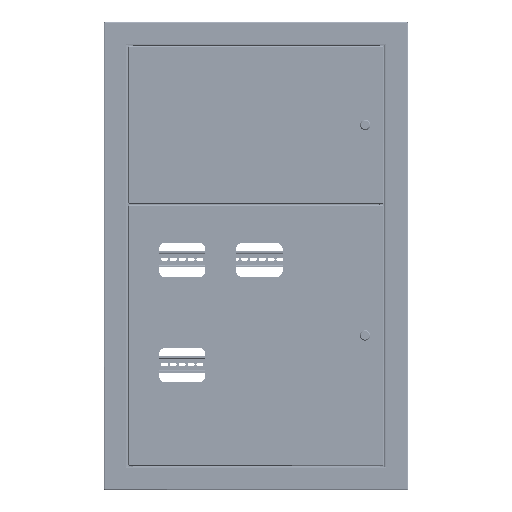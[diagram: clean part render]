
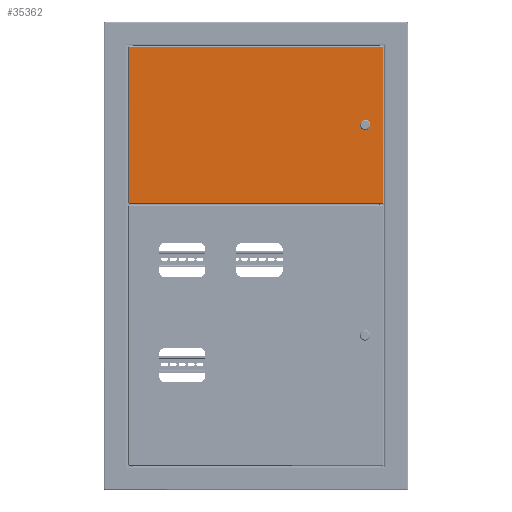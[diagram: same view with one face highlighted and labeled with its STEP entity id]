
A CAD part, top view. The second image highlights one B-rep face of the part: STEP entity #35362.
In plain terms, the highlighted planar face has unit normal (0, 0, 1).
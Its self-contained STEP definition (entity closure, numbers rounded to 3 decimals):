
#296 = LINE ( 'NONE', #23962, #60335 ) ;
#406 = VERTEX_POINT ( 'NONE', #73935 ) ;
#739 = EDGE_CURVE ( 'NONE', #12746, #32976, #23675, .T. ) ;
#867 = EDGE_CURVE ( 'NONE', #63266, #13195, #46368, .T. ) ;
#894 = AXIS2_PLACEMENT_3D ( 'NONE', #10352, #5429, #21640 ) ;
#2730 = DIRECTION ( 'NONE',  ( -1., 0., 0. ) ) ;
#3593 = DIRECTION ( 'NONE',  ( 0., 0., 1. ) ) ;
#4930 = DIRECTION ( 'NONE',  ( 1., 0., 0. ) ) ;
#5429 = DIRECTION ( 'NONE',  ( 0., 0., 1. ) ) ;
#7312 = DIRECTION ( 'NONE',  ( 0., -1., 0. ) ) ;
#8464 = ORIENTED_EDGE ( 'NONE', *, *, #18047, .F. ) ;
#8620 = EDGE_CURVE ( 'NONE', #32785, #63266, #26093, .T. ) ;
#8684 = CARTESIAN_POINT ( 'NONE',  ( 171.849, 48.5, 0. ) ) ;
#9118 = CARTESIAN_POINT ( 'NONE',  ( 0., 545.7, 0. ) ) ;
#9385 = CARTESIAN_POINT ( 'NONE',  ( 164.551, 48.5, 0. ) ) ;
#10352 = CARTESIAN_POINT ( 'NONE',  ( 168.2, 40., 0. ) ) ;
#11358 = EDGE_CURVE ( 'NONE', #406, #12746, #36568, .T. ) ;
#12492 = CARTESIAN_POINT ( 'NONE',  ( 1.7, 1.7, 0. ) ) ;
#12524 = ORIENTED_EDGE ( 'NONE', *, *, #867, .T. ) ;
#12746 = VERTEX_POINT ( 'NONE', #41116 ) ;
#13195 = VERTEX_POINT ( 'NONE', #12492 ) ;
#13568 = DIRECTION ( 'NONE',  ( 1., 0., 0. ) ) ;
#15419 = LINE ( 'NONE', #26295, #52071 ) ;
#15726 = ORIENTED_EDGE ( 'NONE', *, *, #65914, .T. ) ;
#16429 = AXIS2_PLACEMENT_3D ( 'NONE', #34192, #56773, #4930 ) ;
#16585 = CARTESIAN_POINT ( 'NONE',  ( 1.7, 544., 0. ) ) ;
#18047 = EDGE_CURVE ( 'NONE', #21011, #60550, #33197, .T. ) ;
#20765 = DIRECTION ( 'NONE',  ( 0., 0., -1. ) ) ;
#21011 = VERTEX_POINT ( 'NONE', #9385 ) ;
#21640 = DIRECTION ( 'NONE',  ( 1., 0., 0. ) ) ;
#22441 = ORIENTED_EDGE ( 'NONE', *, *, #8620, .T. ) ;
#23675 = CIRCLE ( 'NONE', #894, 9.25 ) ;
#23962 = CARTESIAN_POINT ( 'NONE',  ( 334.7, 0., 0. ) ) ;
#26093 = LINE ( 'NONE', #55419, #39304 ) ;
#26295 = CARTESIAN_POINT ( 'NONE',  ( 1.7, 1.7, 0. ) ) ;
#26475 = ORIENTED_EDGE ( 'NONE', *, *, #58384, .F. ) ;
#26556 = CARTESIAN_POINT ( 'NONE',  ( 171.849, 48.5, 0. ) ) ;
#26965 = AXIS2_PLACEMENT_3D ( 'NONE', #49785, #3593, #48660 ) ;
#27991 = ORIENTED_EDGE ( 'NONE', *, *, #739, .F. ) ;
#28563 = EDGE_CURVE ( 'NONE', #65222, #32785, #296, .T. ) ;
#31202 = DIRECTION ( 'NONE',  ( -1., 0., 0. ) ) ;
#32011 = AXIS2_PLACEMENT_3D ( 'NONE', #9118, #20765, #2730 ) ;
#32785 = VERTEX_POINT ( 'NONE', #46510 ) ;
#32976 = VERTEX_POINT ( 'NONE', #26556 ) ;
#33197 = CIRCLE ( 'NONE', #16429, 9.25 ) ;
#34192 = CARTESIAN_POINT ( 'NONE',  ( 168.2, 40., 0. ) ) ;
#35362 = ADVANCED_FACE ( 'NONE', ( #60595, #72621 ), #48546, .F. ) ;
#35851 = EDGE_CURVE ( 'NONE', #60550, #406, #59057, .T. ) ;
#36568 = CIRCLE ( 'NONE', #26965, 9.25 ) ;
#39304 = VECTOR ( 'NONE', #54310, 1000. ) ;
#41116 = CARTESIAN_POINT ( 'NONE',  ( 177.45, 40., 0. ) ) ;
#42986 = EDGE_LOOP ( 'NONE', ( #26475, #27991, #53825, #69408, #8464 ) ) ;
#44485 = VECTOR ( 'NONE', #31202, 1000. ) ;
#46368 = LINE ( 'NONE', #59169, #52544 ) ;
#46510 = CARTESIAN_POINT ( 'NONE',  ( 334.7, 544., 0. ) ) ;
#48546 = PLANE ( 'NONE',  #32011 ) ;
#48660 = DIRECTION ( 'NONE',  ( 1., 0., 0. ) ) ;
#49785 = CARTESIAN_POINT ( 'NONE',  ( 168.2, 40., 0. ) ) ;
#51792 = CARTESIAN_POINT ( 'NONE',  ( 334.7, 1.7, 0. ) ) ;
#52071 = VECTOR ( 'NONE', #71421, 1000. ) ;
#52428 = VECTOR ( 'NONE', #13568, 1000. ) ;
#52544 = VECTOR ( 'NONE', #7312, 1000. ) ;
#53247 = ORIENTED_EDGE ( 'NONE', *, *, #28563, .T. ) ;
#53664 = EDGE_LOOP ( 'NONE', ( #15726, #53247, #22441, #12524 ) ) ;
#53825 = ORIENTED_EDGE ( 'NONE', *, *, #11358, .F. ) ;
#54310 = DIRECTION ( 'NONE',  ( -1., 0., 0. ) ) ;
#55419 = CARTESIAN_POINT ( 'NONE',  ( 334.993, 544., 0. ) ) ;
#56773 = DIRECTION ( 'NONE',  ( 0., 0., 1. ) ) ;
#58384 = EDGE_CURVE ( 'NONE', #32976, #21011, #70727, .T. ) ;
#59057 = LINE ( 'NONE', #65068, #52428 ) ;
#59169 = CARTESIAN_POINT ( 'NONE',  ( 1.7, 544.293, 0. ) ) ;
#60335 = VECTOR ( 'NONE', #63811, 1000. ) ;
#60550 = VERTEX_POINT ( 'NONE', #66745 ) ;
#60595 = FACE_BOUND ( 'NONE', #42986, .T. ) ;
#63266 = VERTEX_POINT ( 'NONE', #16585 ) ;
#63811 = DIRECTION ( 'NONE',  ( 0., 1., 0. ) ) ;
#65068 = CARTESIAN_POINT ( 'NONE',  ( 171.849, 31.5, 0. ) ) ;
#65222 = VERTEX_POINT ( 'NONE', #51792 ) ;
#65914 = EDGE_CURVE ( 'NONE', #13195, #65222, #15419, .T. ) ;
#66745 = CARTESIAN_POINT ( 'NONE',  ( 164.551, 31.5, 0. ) ) ;
#69408 = ORIENTED_EDGE ( 'NONE', *, *, #35851, .F. ) ;
#70727 = LINE ( 'NONE', #8684, #44485 ) ;
#71421 = DIRECTION ( 'NONE',  ( 1., 0., 0. ) ) ;
#72621 = FACE_OUTER_BOUND ( 'NONE', #53664, .T. ) ;
#73935 = CARTESIAN_POINT ( 'NONE',  ( 171.849, 31.5, 0. ) ) ;
